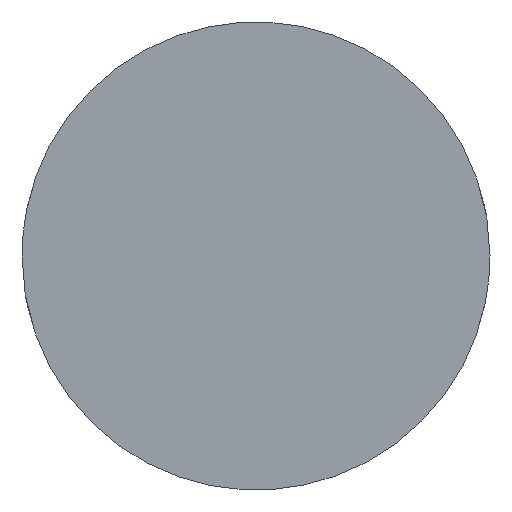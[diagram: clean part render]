
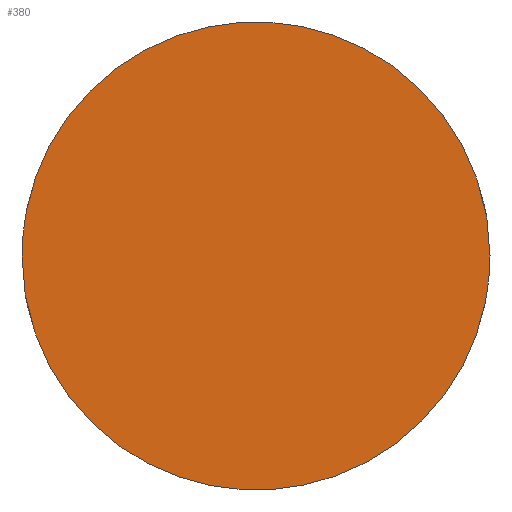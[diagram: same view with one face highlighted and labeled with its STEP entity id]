
A CAD part, top view. The second image highlights one B-rep face of the part: STEP entity #380.
In plain terms, the highlighted planar face has unit normal (0, 0, 1).
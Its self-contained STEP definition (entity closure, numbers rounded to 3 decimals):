
#10 = CARTESIAN_POINT ('', (1., 0., 1.));
#20 = VERTEX_POINT ('', #10);
#30 = CARTESIAN_POINT ('', (-1., 0., 1.));
#40 = VERTEX_POINT ('', #30);
#50 = CARTESIAN_POINT ('', (1., 0., 1.));
#60 = CARTESIAN_POINT ('', (1., 1., 1.));
#70 = CARTESIAN_POINT ('', (0., 1., 1.));
#80 = CARTESIAN_POINT ('', (-1., 1., 1.));
#90 = CARTESIAN_POINT ('', (-1., 0., 1.));
#100 = (
   BOUNDED_CURVE ()
   B_SPLINE_CURVE (2, (#50, #60, #70, #80, #90), .UNSPECIFIED., .F., .U.)
   B_SPLINE_CURVE_WITH_KNOTS ((3, 2, 3), (0., 1.571, 3.142), .UNSPECIFIED.)
   CURVE ()
   GEOMETRIC_REPRESENTATION_ITEM ()
   RATIONAL_B_SPLINE_CURVE ((1., 0.707, 1., 0.707, 1.))
   REPRESENTATION_ITEM ('')
);
#110 = EDGE_CURVE ('', #20, #40, #100, .T.);
#130 = CARTESIAN_POINT ('', (-1., 0., 1.));
#140 = CARTESIAN_POINT ('', (-1., -1., 1.));
#150 = CARTESIAN_POINT ('', (0., -1., 1.));
#160 = CARTESIAN_POINT ('', (1., -1., 1.));
#170 = CARTESIAN_POINT ('', (1., 0., 1.));
#180 = (
   BOUNDED_CURVE ()
   B_SPLINE_CURVE (2, (#130, #140, #150, #160, #170), .UNSPECIFIED., .F., .U.)
   B_SPLINE_CURVE_WITH_KNOTS ((3, 2, 3), (3.142, 4.712, 6.283), .UNSPECIFIED.)
   CURVE ()
   GEOMETRIC_REPRESENTATION_ITEM ()
   RATIONAL_B_SPLINE_CURVE ((1., 0.707, 1., 0.707, 1.))
   REPRESENTATION_ITEM ('')
);
#190 = EDGE_CURVE ('', #40, #20, #180, .T.);
#290 = ORIENTED_EDGE ('', *, *, #110, .T.);
#300 = ORIENTED_EDGE ('', *, *, #190, .T.);
#310 = EDGE_LOOP ('', (#290, #300));
#320 = FACE_OUTER_BOUND ('', #310, .T.);
#330 = CARTESIAN_POINT ('', (0., 2.244, 1.));
#340 = DIRECTION ('', (0., 0., 1.));
#350 = DIRECTION ('', (-0.707, -0.707, 0.));
#360 = AXIS2_PLACEMENT_3D ('', #330, #340, #350);
#370 = PLANE ('', #360);
#380 = ADVANCED_FACE ('', (#320), #370, .T.);
